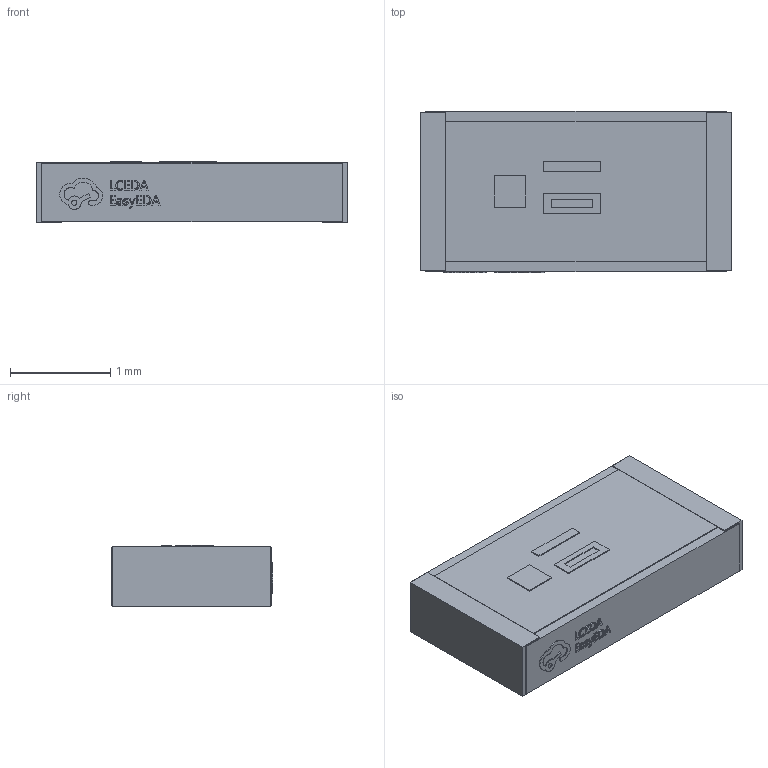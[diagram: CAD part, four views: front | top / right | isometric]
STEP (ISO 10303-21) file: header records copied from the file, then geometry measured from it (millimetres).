
FILE_DESCRIPTION(('FreeCAD Model'),'2;1');
FILE_NAME('Open CASCADE Shape Model','2024-04-23T17:40:28',(''),(''), 'Open CASCADE STEP processor 7.6','FreeCAD','Unknown');
FILE_SCHEMA(('AUTOMOTIVE_DESIGN { 1 0 10303 214 1 1 1 1 }'));
Length unit declared in the file: millimetre
Products named in the file (8): L1; ANT-SMD_L3.1-W1.6; COMPOUND006; COMPOUND001; COMPOUND002; COMPOUND003; COMPOUND004; COMPOUND005
Assembly tree (7 placements, depth 4):
  L1
    ANT-SMD_L3.1-W1.6
      COMPOUND006
        COMPOUND001
        COMPOUND002
        COMPOUND003
        COMPOUND004
        COMPOUND005
Bounding box: 3.1 x 1.61 x 0.61 mm (x, y, z)
Volume: 2.9 mm3; surface area: 23.5 mm2
Topology: 5 solids, 5 shells, 274 faces, 735 edges, 490 vertices
Faces by surface type: plane 176, bspline 98
Entity records: 10802 total; most frequent: CARTESIAN_POINT 2813, ORIENTED_EDGE 1470, DIRECTION 903, EDGE_CURVE 735, LINE 535, VECTOR 535, VERTEX_POINT 490, FACE_BOUND 295
